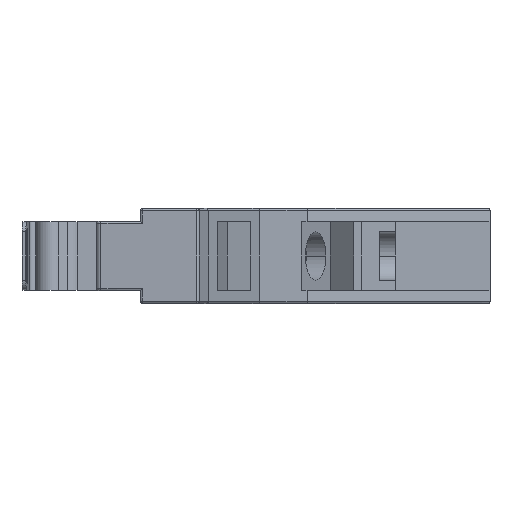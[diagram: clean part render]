
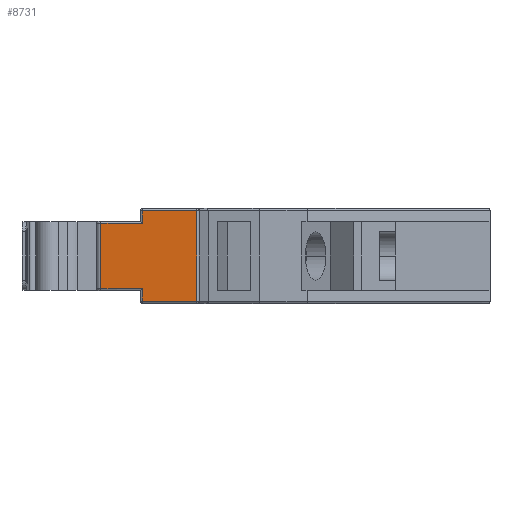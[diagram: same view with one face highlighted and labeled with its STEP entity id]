
A CAD part, left-side view. The second image highlights one B-rep face of the part: STEP entity #8731.
In plain terms, the highlighted planar face has unit normal (-0.996, 0.087, 0).
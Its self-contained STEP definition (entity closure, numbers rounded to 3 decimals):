
#41 = DIRECTION ( 'NONE',  ( -0.087, -0.996, 0. ) ) ;
#359 = CARTESIAN_POINT ( 'NONE',  ( -22.075, 18., 4.65 ) ) ;
#614 = VECTOR ( 'NONE', #2606, 1000. ) ;
#754 = DIRECTION ( 'NONE',  ( -0.087, -0.996, 0. ) ) ;
#827 = ORIENTED_EDGE ( 'NONE', *, *, #5754, .T. ) ;
#879 = ORIENTED_EDGE ( 'NONE', *, *, #6840, .T. ) ;
#995 = VECTOR ( 'NONE', #1779, 1000. ) ;
#1071 = EDGE_CURVE ( 'NONE', #8219, #9533, #6779, .T. ) ;
#1138 = VECTOR ( 'NONE', #1932, 1000. ) ;
#1139 = CARTESIAN_POINT ( 'NONE',  ( -21.721, 22.044, 3.35 ) ) ;
#1426 = DIRECTION ( 'NONE',  ( 0.996, -0.087, 0. ) ) ;
#1463 = CARTESIAN_POINT ( 'NONE',  ( -22.583, 12.191, -4.65 ) ) ;
#1484 = CARTESIAN_POINT ( 'NONE',  ( -22.6, 12., -4.65 ) ) ;
#1779 = DIRECTION ( 'NONE',  ( 0., 0., -1. ) ) ;
#1932 = DIRECTION ( 'NONE',  ( 0., 0., 1. ) ) ;
#1952 = EDGE_CURVE ( 'NONE', #7245, #8219, #4979, .T. ) ;
#2043 = ORIENTED_EDGE ( 'NONE', *, *, #9184, .T. ) ;
#2378 = ORIENTED_EDGE ( 'NONE', *, *, #4874, .T. ) ;
#2396 = LINE ( 'NONE', #359, #614 ) ;
#2533 = CARTESIAN_POINT ( 'NONE',  ( -21.721, 22.044, -3.6 ) ) ;
#2606 = DIRECTION ( 'NONE',  ( 0.087, 0.996, 0. ) ) ;
#2646 = DIRECTION ( 'NONE',  ( 0.087, 0.996, 0. ) ) ;
#2720 = VERTEX_POINT ( 'NONE', #4242 ) ;
#2860 = VECTOR ( 'NONE', #41, 1000. ) ;
#2882 = VECTOR ( 'NONE', #8314, 1000. ) ;
#2895 = ORIENTED_EDGE ( 'NONE', *, *, #1071, .T. ) ;
#3170 = ORIENTED_EDGE ( 'NONE', *, *, #3644, .T. ) ;
#3245 = VERTEX_POINT ( 'NONE', #4773 ) ;
#3284 = CARTESIAN_POINT ( 'NONE',  ( -22.095, 17.772, -4.9 ) ) ;
#3512 = EDGE_LOOP ( 'NONE', ( #3988, #2895, #5926, #3170, #827, #879, #2043, #2378 ) ) ;
#3644 = EDGE_CURVE ( 'NONE', #3996, #5921, #8378, .T. ) ;
#3677 = CARTESIAN_POINT ( 'NONE',  ( -22.6, 12., -4.9 ) ) ;
#3755 = CARTESIAN_POINT ( 'NONE',  ( -22.095, 17.772, -4.65 ) ) ;
#3988 = ORIENTED_EDGE ( 'NONE', *, *, #1952, .T. ) ;
#3996 = VERTEX_POINT ( 'NONE', #3755 ) ;
#4242 = CARTESIAN_POINT ( 'NONE',  ( -22.095, 17.772, 3.35 ) ) ;
#4291 = CARTESIAN_POINT ( 'NONE',  ( -22.583, 12.191, 4.65 ) ) ;
#4516 = LINE ( 'NONE', #3284, #6246 ) ;
#4542 = CARTESIAN_POINT ( 'NONE',  ( -22.6, 12., -3.35 ) ) ;
#4773 = CARTESIAN_POINT ( 'NONE',  ( -22.095, 17.772, 4.65 ) ) ;
#4874 = EDGE_CURVE ( 'NONE', #2720, #7245, #8724, .T. ) ;
#4979 = LINE ( 'NONE', #2533, #995 ) ;
#5134 = LINE ( 'NONE', #7103, #1138 ) ;
#5276 = CARTESIAN_POINT ( 'NONE',  ( -21.721, 22.044, -3.35 ) ) ;
#5754 = EDGE_CURVE ( 'NONE', #5921, #6972, #5134, .T. ) ;
#5921 = VERTEX_POINT ( 'NONE', #1463 ) ;
#5926 = ORIENTED_EDGE ( 'NONE', *, *, #8758, .T. ) ;
#6185 = CARTESIAN_POINT ( 'NONE',  ( -22.095, 17.772, -4.9 ) ) ;
#6246 = VECTOR ( 'NONE', #6936, 1000. ) ;
#6496 = VECTOR ( 'NONE', #754, 1000. ) ;
#6630 = DIRECTION ( 'NONE',  ( 0.087, 0.996, 0. ) ) ;
#6693 = FACE_OUTER_BOUND ( 'NONE', #3512, .T. ) ;
#6779 = LINE ( 'NONE', #4542, #2860 ) ;
#6840 = EDGE_CURVE ( 'NONE', #6972, #3245, #2396, .T. ) ;
#6936 = DIRECTION ( 'NONE',  ( 0., 0., -1. ) ) ;
#6972 = VERTEX_POINT ( 'NONE', #4291 ) ;
#7103 = CARTESIAN_POINT ( 'NONE',  ( -22.583, 12.191, -4.9 ) ) ;
#7245 = VERTEX_POINT ( 'NONE', #8862 ) ;
#7345 = CARTESIAN_POINT ( 'NONE',  ( -22.095, 17.772, -3.35 ) ) ;
#7750 = AXIS2_PLACEMENT_3D ( 'NONE', #3677, #1426, #6630 ) ;
#8019 = PLANE ( 'NONE',  #7750 ) ;
#8219 = VERTEX_POINT ( 'NONE', #5276 ) ;
#8274 = VECTOR ( 'NONE', #2646, 1000. ) ;
#8314 = DIRECTION ( 'NONE',  ( 0., 0., -1. ) ) ;
#8378 = LINE ( 'NONE', #1484, #6496 ) ;
#8675 = LINE ( 'NONE', #6185, #2882 ) ;
#8724 = LINE ( 'NONE', #1139, #8274 ) ;
#8731 = ADVANCED_FACE ( 'NONE', ( #6693 ), #8019, .F. ) ;
#8758 = EDGE_CURVE ( 'NONE', #9533, #3996, #4516, .T. ) ;
#8862 = CARTESIAN_POINT ( 'NONE',  ( -21.721, 22.044, 3.35 ) ) ;
#9184 = EDGE_CURVE ( 'NONE', #3245, #2720, #8675, .T. ) ;
#9533 = VERTEX_POINT ( 'NONE', #7345 ) ;
